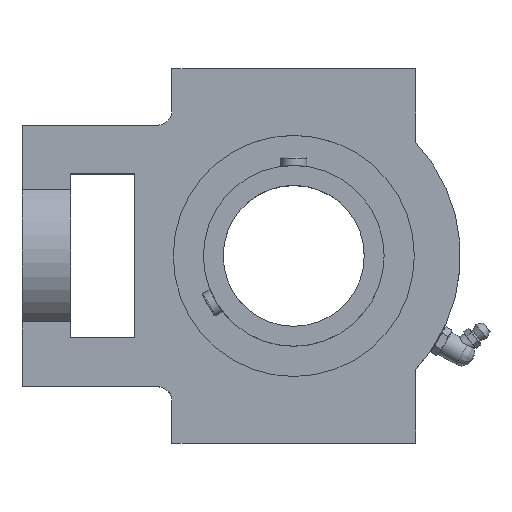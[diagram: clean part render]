
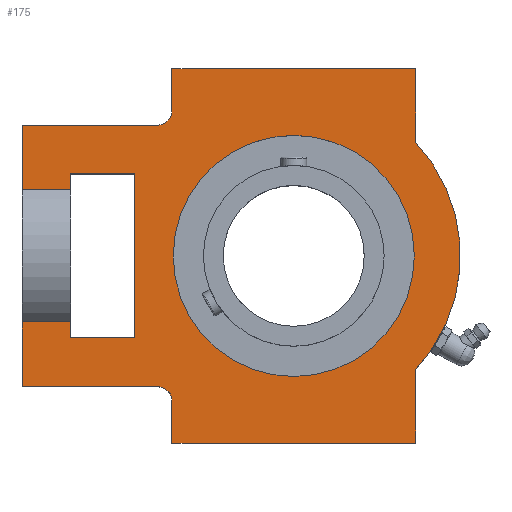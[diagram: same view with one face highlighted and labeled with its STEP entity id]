
A CAD part, top view. The second image highlights one B-rep face of the part: STEP entity #175.
In plain terms, the highlighted planar face has unit normal (0, 0, 1).
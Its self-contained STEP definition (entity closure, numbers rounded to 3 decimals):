
#175 = ADVANCED_FACE( '', ( #462, #463 ), #464, .T. );
#462 = FACE_BOUND( '', #897, .T. );
#463 = FACE_OUTER_BOUND( '', #898, .T. );
#464 = PLANE( '', #899 );
#897 = EDGE_LOOP( '', ( #1354 ) );
#898 = EDGE_LOOP( '', ( #1355, #1356, #1357, #1358, #1359, #1360, #1361, #1362, #1363, #1364, #1365, #1366, #1367, #1368, #1369, #1370, #1371, #1372, #1373, #1374 ) );
#899 = AXIS2_PLACEMENT_3D( '', #1375, #1376, #1377 );
#1354 = ORIENTED_EDGE( '', *, *, #2460, .F. );
#1355 = ORIENTED_EDGE( '', *, *, #2461, .T. );
#1356 = ORIENTED_EDGE( '', *, *, #2462, .T. );
#1357 = ORIENTED_EDGE( '', *, *, #2463, .F. );
#1358 = ORIENTED_EDGE( '', *, *, #2464, .F. );
#1359 = ORIENTED_EDGE( '', *, *, #2465, .F. );
#1360 = ORIENTED_EDGE( '', *, *, #2466, .F. );
#1361 = ORIENTED_EDGE( '', *, *, #2467, .F. );
#1362 = ORIENTED_EDGE( '', *, *, #2468, .T. );
#1363 = ORIENTED_EDGE( '', *, *, #2469, .T. );
#1364 = ORIENTED_EDGE( '', *, *, #2470, .T. );
#1365 = ORIENTED_EDGE( '', *, *, #2471, .F. );
#1366 = ORIENTED_EDGE( '', *, *, #2472, .T. );
#1367 = ORIENTED_EDGE( '', *, *, #2473, .T. );
#1368 = ORIENTED_EDGE( '', *, *, #2474, .T. );
#1369 = ORIENTED_EDGE( '', *, *, #2475, .T. );
#1370 = ORIENTED_EDGE( '', *, *, #2476, .T. );
#1371 = ORIENTED_EDGE( '', *, *, #2477, .T. );
#1372 = ORIENTED_EDGE( '', *, *, #2478, .T. );
#1373 = ORIENTED_EDGE( '', *, *, #2479, .F. );
#1374 = ORIENTED_EDGE( '', *, *, #2480, .T. );
#1375 = CARTESIAN_POINT( '', ( -53.2, -56.7, 19. ) );
#1376 = DIRECTION( '', ( 0., 0., 1. ) );
#1377 = DIRECTION( '', ( 1., 0., 0. ) );
#2460 = EDGE_CURVE( '', #2887, #2887, #2888, .T. );
#2461 = EDGE_CURVE( '', #2889, #2890, #2891, .T. );
#2462 = EDGE_CURVE( '', #2890, #2892, #2893, .F. );
#2463 = EDGE_CURVE( '', #2894, #2892, #2895, .T. );
#2464 = EDGE_CURVE( '', #2896, #2894, #2897, .T. );
#2465 = EDGE_CURVE( '', #2898, #2896, #2899, .T. );
#2466 = EDGE_CURVE( '', #2900, #2898, #2901, .T. );
#2467 = EDGE_CURVE( '', #2902, #2900, #2903, .T. );
#2468 = EDGE_CURVE( '', #2902, #2904, #2905, .T. );
#2469 = EDGE_CURVE( '', #2904, #2906, #2907, .T. );
#2470 = EDGE_CURVE( '', #2906, #2908, #2909, .T. );
#2471 = EDGE_CURVE( '', #2910, #2908, #2911, .T. );
#2472 = EDGE_CURVE( '', #2910, #2912, #2913, .T. );
#2473 = EDGE_CURVE( '', #2912, #2914, #2915, .T. );
#2474 = EDGE_CURVE( '', #2914, #2916, #2917, .T. );
#2475 = EDGE_CURVE( '', #2916, #2918, #2919, .T. );
#2476 = EDGE_CURVE( '', #2918, #2920, #2921, .T. );
#2477 = EDGE_CURVE( '', #2920, #2922, #2923, .T. );
#2478 = EDGE_CURVE( '', #2922, #2924, #2925, .T. );
#2479 = EDGE_CURVE( '', #2926, #2924, #2927, .T. );
#2480 = EDGE_CURVE( '', #2926, #2889, #2928, .T. );
#2887 = VERTEX_POINT( '', #3512 );
#2888 = CIRCLE( '', #3513, 47.025 );
#2889 = VERTEX_POINT( '', #3514 );
#2890 = VERTEX_POINT( '', #3515 );
#2891 = LINE( '', #3516, #3517 );
#2892 = VERTEX_POINT( '', #3518 );
#2893 = LINE( '', #3519, #3520 );
#2894 = VERTEX_POINT( '', #3521 );
#2895 = LINE( '', #3522, #3523 );
#2896 = VERTEX_POINT( '', #3524 );
#2897 = LINE( '', #3525, #3526 );
#2898 = VERTEX_POINT( '', #3527 );
#2899 = LINE( '', #3528, #3529 );
#2900 = VERTEX_POINT( '', #3530 );
#2901 = LINE( '', #3531, #3532 );
#2902 = VERTEX_POINT( '', #3533 );
#2903 = LINE( '', #3534, #3535 );
#2904 = VERTEX_POINT( '', #3536 );
#2905 = LINE( '', #3537, #3538 );
#2906 = VERTEX_POINT( '', #3539 );
#2907 = LINE( '', #3540, #3541 );
#2908 = VERTEX_POINT( '', #3542 );
#2909 = LINE( '', #3543, #3544 );
#2910 = VERTEX_POINT( '', #3545 );
#2911 = CIRCLE( '', #3546, 5.7 );
#2912 = VERTEX_POINT( '', #3547 );
#2913 = LINE( '', #3548, #3549 );
#2914 = VERTEX_POINT( '', #3550 );
#2915 = LINE( '', #3551, #3552 );
#2916 = VERTEX_POINT( '', #3553 );
#2917 = LINE( '', #3554, #3555 );
#2918 = VERTEX_POINT( '', #3556 );
#2919 = CIRCLE( '', #3557, 65. );
#2920 = VERTEX_POINT( '', #3558 );
#2921 = LINE( '', #3559, #3560 );
#2922 = VERTEX_POINT( '', #3561 );
#2923 = LINE( '', #3562, #3563 );
#2924 = VERTEX_POINT( '', #3564 );
#2925 = LINE( '', #3565, #3566 );
#2926 = VERTEX_POINT( '', #3567 );
#2927 = CIRCLE( '', #3568, 5.7 );
#2928 = LINE( '', #3569, #3570 );
#3512 = CARTESIAN_POINT( '', ( 47.025, 0., 19. ) );
#3513 = AXIS2_PLACEMENT_3D( '', #5088, #5089, #5090 );
#3514 = CARTESIAN_POINT( '', ( -106., 51., 19. ) );
#3515 = CARTESIAN_POINT( '', ( -106., 25.749, 19. ) );
#3516 = CARTESIAN_POINT( '', ( -106., 51., 19. ) );
#3517 = VECTOR( '', #5091, 1000. );
#3518 = CARTESIAN_POINT( '', ( -87., 25.749, 19. ) );
#3519 = CARTESIAN_POINT( '', ( -87., 25.749, 19. ) );
#3520 = VECTOR( '', #5092, 1000. );
#3521 = CARTESIAN_POINT( '', ( -87., 32., 19. ) );
#3522 = CARTESIAN_POINT( '', ( -87., 32., 19. ) );
#3523 = VECTOR( '', #5093, 1000. );
#3524 = CARTESIAN_POINT( '', ( -62., 32., 19. ) );
#3525 = CARTESIAN_POINT( '', ( -62., 32., 19. ) );
#3526 = VECTOR( '', #5094, 1000. );
#3527 = CARTESIAN_POINT( '', ( -62., -32., 19. ) );
#3528 = CARTESIAN_POINT( '', ( -62., -32., 19. ) );
#3529 = VECTOR( '', #5095, 1000. );
#3530 = CARTESIAN_POINT( '', ( -87., -32., 19. ) );
#3531 = CARTESIAN_POINT( '', ( -87., -32., 19. ) );
#3532 = VECTOR( '', #5096, 1000. );
#3533 = CARTESIAN_POINT( '', ( -87., -25.749, 19. ) );
#3534 = CARTESIAN_POINT( '', ( -87., 32., 19. ) );
#3535 = VECTOR( '', #5097, 1000. );
#3536 = CARTESIAN_POINT( '', ( -106., -25.749, 19. ) );
#3537 = CARTESIAN_POINT( '', ( -87., -25.749, 19. ) );
#3538 = VECTOR( '', #5098, 1000. );
#3539 = CARTESIAN_POINT( '', ( -106., -51., 19. ) );
#3540 = CARTESIAN_POINT( '', ( -106., 51., 19. ) );
#3541 = VECTOR( '', #5099, 1000. );
#3542 = CARTESIAN_POINT( '', ( -53.2, -51., 19. ) );
#3543 = CARTESIAN_POINT( '', ( -106., -51., 19. ) );
#3544 = VECTOR( '', #5100, 1000. );
#3545 = CARTESIAN_POINT( '', ( -47.5, -56.7, 19. ) );
#3546 = AXIS2_PLACEMENT_3D( '', #5101, #5102, #5103 );
#3547 = CARTESIAN_POINT( '', ( -47.5, -73., 19. ) );
#3548 = CARTESIAN_POINT( '', ( -47.5, -56.7, 19. ) );
#3549 = VECTOR( '', #5104, 1000. );
#3550 = CARTESIAN_POINT( '', ( 47.5, -73., 19. ) );
#3551 = CARTESIAN_POINT( '', ( -47.5, -73., 19. ) );
#3552 = VECTOR( '', #5105, 1000. );
#3553 = CARTESIAN_POINT( '', ( 47.5, -44.371, 19. ) );
#3554 = CARTESIAN_POINT( '', ( 47.5, -73., 19. ) );
#3555 = VECTOR( '', #5106, 1000. );
#3556 = CARTESIAN_POINT( '', ( 47.5, 44.371, 19. ) );
#3557 = AXIS2_PLACEMENT_3D( '', #5107, #5108, #5109 );
#3558 = CARTESIAN_POINT( '', ( 47.5, 73., 19. ) );
#3559 = CARTESIAN_POINT( '', ( 47.5, 44.371, 19. ) );
#3560 = VECTOR( '', #5110, 1000. );
#3561 = CARTESIAN_POINT( '', ( -47.5, 73., 19. ) );
#3562 = CARTESIAN_POINT( '', ( 47.5, 73., 19. ) );
#3563 = VECTOR( '', #5111, 1000. );
#3564 = CARTESIAN_POINT( '', ( -47.5, 56.7, 19. ) );
#3565 = CARTESIAN_POINT( '', ( -47.5, 73., 19. ) );
#3566 = VECTOR( '', #5112, 1000. );
#3567 = CARTESIAN_POINT( '', ( -53.2, 51., 19. ) );
#3568 = AXIS2_PLACEMENT_3D( '', #5113, #5114, #5115 );
#3569 = CARTESIAN_POINT( '', ( -53.2, 51., 19. ) );
#3570 = VECTOR( '', #5116, 1000. );
#5088 = CARTESIAN_POINT( '', ( 0., 0., 19. ) );
#5089 = DIRECTION( '', ( 0., 0., 1. ) );
#5090 = DIRECTION( '', ( 1., 0., 0. ) );
#5091 = DIRECTION( '', ( 0., -1., 0. ) );
#5092 = DIRECTION( '', ( -1., 0., 0. ) );
#5093 = DIRECTION( '', ( 0., -1., 0. ) );
#5094 = DIRECTION( '', ( -1., 0., 0. ) );
#5095 = DIRECTION( '', ( 0., 1., 0. ) );
#5096 = DIRECTION( '', ( 1., 0., 0. ) );
#5097 = DIRECTION( '', ( 0., -1., 0. ) );
#5098 = DIRECTION( '', ( -1., 0., 0. ) );
#5099 = DIRECTION( '', ( 0., -1., 0. ) );
#5100 = DIRECTION( '', ( 1., 0., 0. ) );
#5101 = CARTESIAN_POINT( '', ( -53.2, -56.7, 19. ) );
#5102 = DIRECTION( '', ( 0., 0., 1. ) );
#5103 = DIRECTION( '', ( 1., 0., 0. ) );
#5104 = DIRECTION( '', ( 0., -1., 0. ) );
#5105 = DIRECTION( '', ( 1., 0., 0. ) );
#5106 = DIRECTION( '', ( 0., 1., 0. ) );
#5107 = CARTESIAN_POINT( '', ( 0., 0., 19. ) );
#5108 = DIRECTION( '', ( 0., 0., 1. ) );
#5109 = DIRECTION( '', ( 1., 0., 0. ) );
#5110 = DIRECTION( '', ( 0., 1., 0. ) );
#5111 = DIRECTION( '', ( -1., 0., 0. ) );
#5112 = DIRECTION( '', ( 0., -1., 0. ) );
#5113 = CARTESIAN_POINT( '', ( -53.2, 56.7, 19. ) );
#5114 = DIRECTION( '', ( 0., 0., 1. ) );
#5115 = DIRECTION( '', ( 1., 0., 0. ) );
#5116 = DIRECTION( '', ( -1., 0., 0. ) );
